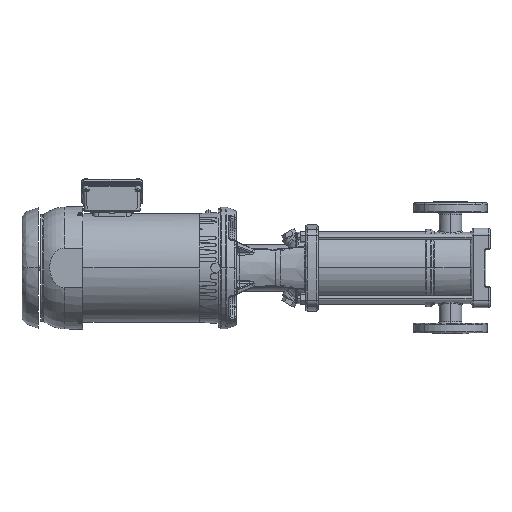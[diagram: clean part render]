
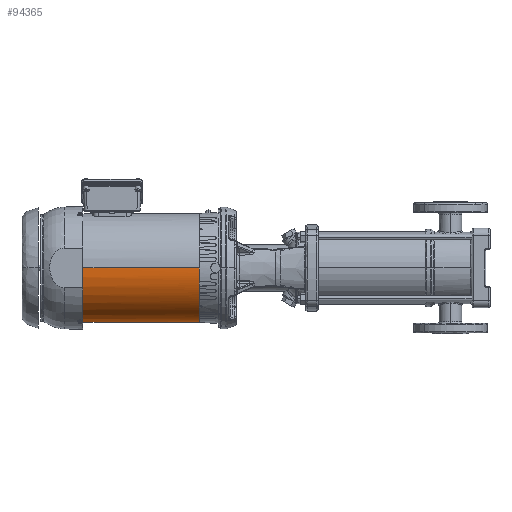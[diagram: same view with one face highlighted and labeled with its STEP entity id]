
A CAD part, left-side view. The second image highlights one B-rep face of the part: STEP entity #94365.
In plain terms, the highlighted cylindrical face has radius 103.05 mm (diameter 206.1 mm), a partial arc.
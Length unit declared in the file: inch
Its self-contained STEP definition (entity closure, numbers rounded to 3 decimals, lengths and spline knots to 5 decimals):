
#13864 = DIRECTION ( 'NONE',  ( 1., 0., 0. ) ) ;
#18804 = VERTEX_POINT ( 'NONE', #112414 ) ;
#19785 = CIRCLE ( 'NONE', #134397, 4.05709 ) ;
#23179 = ORIENTED_EDGE ( 'NONE', *, *, #133958, .F. ) ;
#23839 = VERTEX_POINT ( 'NONE', #177912 ) ;
#26772 = ORIENTED_EDGE ( 'NONE', *, *, #113147, .T. ) ;
#28851 = EDGE_CURVE ( 'NONE', #37158, #175805, #19785, .T. ) ;
#30223 = LINE ( 'NONE', #97507, #73135 ) ;
#33804 = DIRECTION ( 'NONE',  ( -1., 0., 0. ) ) ;
#36348 = EDGE_CURVE ( 'NONE', #18804, #37158, #30223, .T. ) ;
#37158 = VERTEX_POINT ( 'NONE', #129222 ) ;
#38075 = DIRECTION ( 'NONE',  ( 0., 0., 1. ) ) ;
#43622 = AXIS2_PLACEMENT_3D ( 'NONE', #157403, #87423, #76276 ) ;
#67496 = DIRECTION ( 'NONE',  ( -1., 0., 0. ) ) ;
#73135 = VECTOR ( 'NONE', #33804, 39.37008 ) ;
#76276 = DIRECTION ( 'NONE',  ( 0., 0., 1. ) ) ;
#87423 = DIRECTION ( 'NONE',  ( -1., 0., 0. ) ) ;
#93156 = EDGE_LOOP ( 'NONE', ( #93300, #26772, #23179, #153234 ) ) ;
#93300 = ORIENTED_EDGE ( 'NONE', *, *, #36348, .F. ) ;
#94365 = ADVANCED_FACE ( 'NONE', ( #118649 ), #158295, .T. ) ;
#97507 = CARTESIAN_POINT ( 'NONE',  ( 30.77576, -0.24736, -4.05709 ) ) ;
#108632 = CIRCLE ( 'NONE', #132109, 4.05709 ) ;
#109872 = CARTESIAN_POINT ( 'NONE',  ( -4.73493, -4.30445, 0. ) ) ;
#112414 = CARTESIAN_POINT ( 'NONE',  ( 3.92649, -0.24736, -4.05709 ) ) ;
#113147 = EDGE_CURVE ( 'NONE', #18804, #23839, #108632, .T. ) ;
#118649 = FACE_OUTER_BOUND ( 'NONE', #93156, .T. ) ;
#122559 = LINE ( 'NONE', #138207, #132059 ) ;
#123696 = CARTESIAN_POINT ( 'NONE',  ( -4.73493, -0.24736, 0. ) ) ;
#124027 = DIRECTION ( 'NONE',  ( -1., 0., 0. ) ) ;
#124919 = CARTESIAN_POINT ( 'NONE',  ( 3.92649, -0.24736, 0. ) ) ;
#129222 = CARTESIAN_POINT ( 'NONE',  ( -4.73493, -0.24736, -4.05709 ) ) ;
#132059 = VECTOR ( 'NONE', #13864, 39.37008 ) ;
#132109 = AXIS2_PLACEMENT_3D ( 'NONE', #124919, #124027, #152570 ) ;
#133958 = EDGE_CURVE ( 'NONE', #175805, #23839, #122559, .T. ) ;
#134397 = AXIS2_PLACEMENT_3D ( 'NONE', #123696, #67496, #38075 ) ;
#138207 = CARTESIAN_POINT ( 'NONE',  ( 30.77576, -4.30445, 0. ) ) ;
#152570 = DIRECTION ( 'NONE',  ( 0., 0., 1. ) ) ;
#153234 = ORIENTED_EDGE ( 'NONE', *, *, #28851, .F. ) ;
#157403 = CARTESIAN_POINT ( 'NONE',  ( 30.77576, -0.24736, 0. ) ) ;
#158295 = CYLINDRICAL_SURFACE ( 'NONE', #43622, 4.05709 ) ;
#175805 = VERTEX_POINT ( 'NONE', #109872 ) ;
#177912 = CARTESIAN_POINT ( 'NONE',  ( 3.92649, -4.30445, 0. ) ) ;
